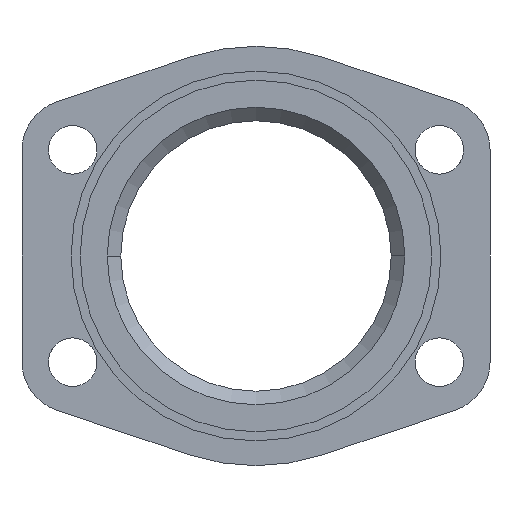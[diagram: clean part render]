
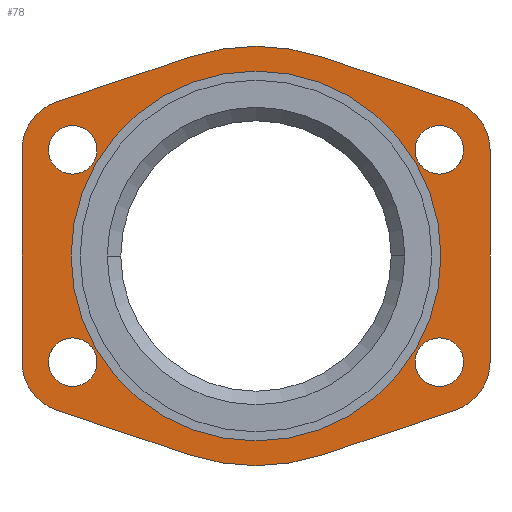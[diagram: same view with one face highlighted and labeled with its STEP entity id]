
A CAD part, front view. The second image highlights one B-rep face of the part: STEP entity #78.
In plain terms, the highlighted planar face has unit normal (0, -1, 0).
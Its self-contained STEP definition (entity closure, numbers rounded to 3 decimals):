
#78=ADVANCED_FACE('',(#168,#169,#170,#171,#172,#173),#174,.F.);
#168=FACE_BOUND('',#282,.T.);
#169=FACE_OUTER_BOUND('',#283,.T.);
#170=FACE_BOUND('',#284,.T.);
#171=FACE_BOUND('',#285,.T.);
#172=FACE_BOUND('',#286,.T.);
#173=FACE_BOUND('',#287,.T.);
#174=PLANE('',#288);
#282=EDGE_LOOP('',(#587,#588));
#283=EDGE_LOOP('',(#589,#590,#591,#592,#593,#594,#595,#596,#597,#598,#599,#600));
#284=EDGE_LOOP('',(#601,#602));
#285=EDGE_LOOP('',(#603,#604));
#286=EDGE_LOOP('',(#605,#606));
#287=EDGE_LOOP('',(#607,#608));
#288=AXIS2_PLACEMENT_3D('',#609,#610,#611);
#587=ORIENTED_EDGE('',*,*,#802,.T.);
#588=ORIENTED_EDGE('',*,*,#801,.T.);
#589=ORIENTED_EDGE('',*,*,#849,.F.);
#590=ORIENTED_EDGE('',*,*,#850,.F.);
#591=ORIENTED_EDGE('',*,*,#851,.F.);
#592=ORIENTED_EDGE('',*,*,#852,.F.);
#593=ORIENTED_EDGE('',*,*,#853,.T.);
#594=ORIENTED_EDGE('',*,*,#854,.F.);
#595=ORIENTED_EDGE('',*,*,#855,.T.);
#596=ORIENTED_EDGE('',*,*,#856,.F.);
#597=ORIENTED_EDGE('',*,*,#857,.F.);
#598=ORIENTED_EDGE('',*,*,#858,.F.);
#599=ORIENTED_EDGE('',*,*,#859,.T.);
#600=ORIENTED_EDGE('',*,*,#860,.F.);
#601=ORIENTED_EDGE('',*,*,#828,.T.);
#602=ORIENTED_EDGE('',*,*,#765,.T.);
#603=ORIENTED_EDGE('',*,*,#826,.T.);
#604=ORIENTED_EDGE('',*,*,#770,.T.);
#605=ORIENTED_EDGE('',*,*,#821,.T.);
#606=ORIENTED_EDGE('',*,*,#774,.T.);
#607=ORIENTED_EDGE('',*,*,#819,.T.);
#608=ORIENTED_EDGE('',*,*,#779,.T.);
#609=CARTESIAN_POINT('',(0.,0.,0.));
#610=DIRECTION('',(-0.0,1.0,0.));
#611=DIRECTION('',(1.0,0.0,0.0));
#765=EDGE_CURVE('',#915,#919,#921,.T.);
#770=EDGE_CURVE('',#923,#929,#931,.T.);
#774=EDGE_CURVE('',#933,#937,#939,.T.);
#779=EDGE_CURVE('',#941,#947,#949,.T.);
#801=EDGE_CURVE('',#985,#989,#991,.T.);
#802=EDGE_CURVE('',#989,#985,#992,.T.);
#819=EDGE_CURVE('',#947,#941,#1017,.T.);
#821=EDGE_CURVE('',#937,#933,#1019,.T.);
#826=EDGE_CURVE('',#929,#923,#1025,.T.);
#828=EDGE_CURVE('',#919,#915,#1027,.T.);
#849=EDGE_CURVE('',#1061,#1062,#1063,.T.);
#850=EDGE_CURVE('',#1064,#1061,#1065,.T.);
#851=EDGE_CURVE('',#1066,#1064,#1067,.T.);
#852=EDGE_CURVE('',#1068,#1066,#1069,.T.);
#853=EDGE_CURVE('',#1068,#1070,#1071,.T.);
#854=EDGE_CURVE('',#1072,#1070,#1073,.T.);
#855=EDGE_CURVE('',#1072,#1074,#1075,.T.);
#856=EDGE_CURVE('',#1076,#1074,#1077,.T.);
#857=EDGE_CURVE('',#1078,#1076,#1079,.T.);
#858=EDGE_CURVE('',#1080,#1078,#1081,.T.);
#859=EDGE_CURVE('',#1080,#1082,#1083,.T.);
#860=EDGE_CURVE('',#1062,#1082,#1084,.T.);
#915=VERTEX_POINT('',#1165);
#919=VERTEX_POINT('',#1170);
#921=CIRCLE('',#1173,8.0);
#923=VERTEX_POINT('',#1175);
#929=VERTEX_POINT('',#1182);
#931=CIRCLE('',#1185,8.0);
#933=VERTEX_POINT('',#1187);
#937=VERTEX_POINT('',#1192);
#939=CIRCLE('',#1195,8.0);
#941=VERTEX_POINT('',#1197);
#947=VERTEX_POINT('',#1204);
#949=CIRCLE('',#1207,8.0);
#985=VERTEX_POINT('',#1267);
#989=VERTEX_POINT('',#1272);
#991=CIRCLE('',#1275,60.85);
#992=CIRCLE('',#1276,60.85);
#1017=CIRCLE('',#1337,8.0);
#1019=CIRCLE('',#1339,8.0);
#1025=CIRCLE('',#1345,8.0);
#1027=CIRCLE('',#1347,8.0);
#1061=VERTEX_POINT('',#1387);
#1062=VERTEX_POINT('',#1388);
#1063=LINE('',#1389,#1390);
#1064=VERTEX_POINT('',#1391);
#1065=CIRCLE('',#1392,16.675);
#1066=VERTEX_POINT('',#1393);
#1067=LINE('',#1394,#1395);
#1068=VERTEX_POINT('',#1396);
#1069=CIRCLE('',#1397,69.0);
#1070=VERTEX_POINT('',#1398);
#1071=LINE('',#1399,#1400);
#1072=VERTEX_POINT('',#1401);
#1073=CIRCLE('',#1402,16.675);
#1074=VERTEX_POINT('',#1403);
#1075=LINE('',#1404,#1405);
#1076=VERTEX_POINT('',#1406);
#1077=CIRCLE('',#1407,16.675);
#1078=VERTEX_POINT('',#1408);
#1079=LINE('',#1409,#1410);
#1080=VERTEX_POINT('',#1411);
#1081=CIRCLE('',#1412,69.0);
#1082=VERTEX_POINT('',#1413);
#1083=LINE('',#1414,#1415);
#1084=CIRCLE('',#1416,16.675);
#1165=CARTESIAN_POINT('',(-52.325,0.0,-34.925));
#1170=CARTESIAN_POINT('',(-68.325,0.,-34.925));
#1173=AXIS2_PLACEMENT_3D('',#1485,#1486,#1487);
#1175=CARTESIAN_POINT('',(68.325,0.0,-34.925));
#1182=CARTESIAN_POINT('',(52.325,0.,-34.925));
#1185=AXIS2_PLACEMENT_3D('',#1496,#1497,#1498);
#1187=CARTESIAN_POINT('',(-52.325,0.0,34.925));
#1192=CARTESIAN_POINT('',(-68.325,0.,34.925));
#1195=AXIS2_PLACEMENT_3D('',#1504,#1505,#1506);
#1197=CARTESIAN_POINT('',(68.325,0.0,34.925));
#1204=CARTESIAN_POINT('',(52.325,0.,34.925));
#1207=AXIS2_PLACEMENT_3D('',#1515,#1516,#1517);
#1267=CARTESIAN_POINT('',(-60.85,0.,0.));
#1272=CARTESIAN_POINT('',(60.85,0.,0.));
#1275=AXIS2_PLACEMENT_3D('',#1559,#1560,#1561);
#1276=AXIS2_PLACEMENT_3D('',#1562,#1563,#1564);
#1337=AXIS2_PLACEMENT_3D('',#1601,#1602,#1603);
#1339=AXIS2_PLACEMENT_3D('',#1607,#1608,#1609);
#1345=AXIS2_PLACEMENT_3D('',#1622,#1623,#1624);
#1347=AXIS2_PLACEMENT_3D('',#1628,#1629,#1630);
#1387=CARTESIAN_POINT('',(77.0,0.,34.925));
#1388=CARTESIAN_POINT('',(77.0,0.,-34.925));
#1389=CARTESIAN_POINT('',(77.0,0.,34.925));
#1390=VECTOR('',#1679,1.0);
#1391=CARTESIAN_POINT('',(65.638,0.,50.731));
#1392=AXIS2_PLACEMENT_3D('',#1680,#1681,#1682);
#1393=CARTESIAN_POINT('',(21.984,0.,65.404));
#1394=CARTESIAN_POINT('',(21.984,0.,65.404));
#1395=VECTOR('',#1683,1.0);
#1396=CARTESIAN_POINT('',(-21.984,0.,65.404));
#1397=AXIS2_PLACEMENT_3D('',#1684,#1685,#1686);
#1398=CARTESIAN_POINT('',(-65.638,0.,50.731));
#1399=CARTESIAN_POINT('',(-21.984,0.,65.404));
#1400=VECTOR('',#1687,1.0);
#1401=CARTESIAN_POINT('',(-77.0,0.,34.925));
#1402=AXIS2_PLACEMENT_3D('',#1688,#1689,#1690);
#1403=CARTESIAN_POINT('',(-77.0,0.,-34.925));
#1404=CARTESIAN_POINT('',(-77.0,0.,34.925));
#1405=VECTOR('',#1691,1.0);
#1406=CARTESIAN_POINT('',(-65.638,0.,-50.731));
#1407=AXIS2_PLACEMENT_3D('',#1692,#1693,#1694);
#1408=CARTESIAN_POINT('',(-21.984,0.,-65.404));
#1409=CARTESIAN_POINT('',(-21.984,0.,-65.404));
#1410=VECTOR('',#1695,1.0);
#1411=CARTESIAN_POINT('',(21.984,0.,-65.404));
#1412=AXIS2_PLACEMENT_3D('',#1696,#1697,#1698);
#1413=CARTESIAN_POINT('',(65.638,0.,-50.731));
#1414=CARTESIAN_POINT('',(21.984,0.,-65.404));
#1415=VECTOR('',#1699,1.0);
#1416=AXIS2_PLACEMENT_3D('',#1700,#1701,#1702);
#1485=CARTESIAN_POINT('',(-60.325,0.0,-34.925));
#1486=DIRECTION('',(-0.0,1.0,0.));
#1487=DIRECTION('',(1.0,0.0,0.0));
#1496=CARTESIAN_POINT('',(60.325,0.0,-34.925));
#1497=DIRECTION('',(-0.0,1.0,0.));
#1498=DIRECTION('',(1.0,0.0,0.0));
#1504=CARTESIAN_POINT('',(-60.325,0.0,34.925));
#1505=DIRECTION('',(-0.0,1.0,0.));
#1506=DIRECTION('',(1.0,0.0,0.0));
#1515=CARTESIAN_POINT('',(60.325,0.0,34.925));
#1516=DIRECTION('',(-0.0,1.0,0.));
#1517=DIRECTION('',(1.0,0.0,0.0));
#1559=CARTESIAN_POINT('',(0.0,0.0,0.0));
#1560=DIRECTION('',(0.0,1.0,0.));
#1561=DIRECTION('',(-1.0,0.0,0.0));
#1562=CARTESIAN_POINT('',(0.0,0.0,0.0));
#1563=DIRECTION('',(0.0,1.0,0.));
#1564=DIRECTION('',(-1.0,0.0,0.0));
#1601=CARTESIAN_POINT('',(60.325,0.0,34.925));
#1602=DIRECTION('',(-0.0,1.0,0.));
#1603=DIRECTION('',(1.0,0.0,0.0));
#1607=CARTESIAN_POINT('',(-60.325,0.0,34.925));
#1608=DIRECTION('',(-0.0,1.0,0.));
#1609=DIRECTION('',(1.0,0.0,0.0));
#1622=CARTESIAN_POINT('',(60.325,0.0,-34.925));
#1623=DIRECTION('',(-0.0,1.0,0.));
#1624=DIRECTION('',(1.0,0.0,0.0));
#1628=CARTESIAN_POINT('',(-60.325,0.0,-34.925));
#1629=DIRECTION('',(-0.0,1.0,0.));
#1630=DIRECTION('',(1.0,0.0,0.0));
#1679=DIRECTION('',(0.,0.,-1.0));
#1680=CARTESIAN_POINT('',(60.325,0.,34.925));
#1681=DIRECTION('',(-0.0,1.0,0.));
#1682=DIRECTION('',(1.0,0.0,0.0));
#1683=DIRECTION('',(0.948,0.,-0.319));
#1684=CARTESIAN_POINT('',(0.0,0.0,0.0));
#1685=DIRECTION('',(-0.0,1.0,0.));
#1686=DIRECTION('',(1.0,0.0,0.0));
#1687=DIRECTION('',(-0.948,0.,-0.319));
#1688=CARTESIAN_POINT('',(-60.325,0.,34.925));
#1689=DIRECTION('',(-0.0,1.0,0.));
#1690=DIRECTION('',(1.0,0.0,0.0));
#1691=DIRECTION('',(0.,0.,-1.0));
#1692=CARTESIAN_POINT('',(-60.325,0.,-34.925));
#1693=DIRECTION('',(-0.0,1.0,0.));
#1694=DIRECTION('',(1.0,0.0,0.0));
#1695=DIRECTION('',(-0.948,0.,0.319));
#1696=CARTESIAN_POINT('',(0.0,0.0,0.0));
#1697=DIRECTION('',(-0.0,1.0,0.));
#1698=DIRECTION('',(1.0,0.0,0.0));
#1699=DIRECTION('',(0.948,0.,0.319));
#1700=CARTESIAN_POINT('',(60.325,0.,-34.925));
#1701=DIRECTION('',(-0.0,1.0,0.));
#1702=DIRECTION('',(1.0,0.0,0.0));
